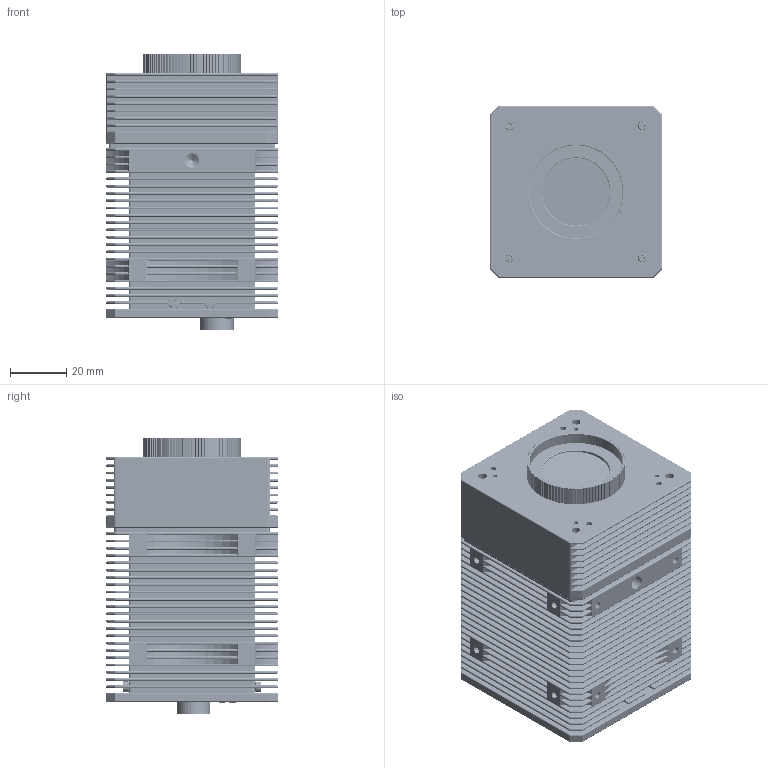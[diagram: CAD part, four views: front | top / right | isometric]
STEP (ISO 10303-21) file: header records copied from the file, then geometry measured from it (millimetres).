
FILE_DESCRIPTION (( 'STEP AP203' ), '1' );
FILE_NAME ('WCD-QD-NDL-MOUNT.STEP', '2025-05-23T22:52:00', ( '' ), ( '' ), 'SwSTEP 2.0', 'SolidWorks 2025', '' );
FILE_SCHEMA (( 'CONFIG_CONTROL_DESIGN' ));
Length unit declared in the file: inch
Products named in the file (29): CONTACT6; 91294A004_BLACK ALLOY STEEL FLAT-HEAD SOCKET CAP SCREW_91294A004; PLP2-250; 91290A010_BLACK-OXIDE CLASS 12.9 SOCKET HEAD CAP SCREW_91290A010; CONTACT5; 91292A263_TYPE 18-8 SS SOCKET HEAD CAP SCREW_91292A263; CONTACT1; WCD-QD-NDL-MOUNT; DRI-2-1-2-D; CONTACT3; DRI-2-2-3-A; ntx-u3; 91290A012_BLACK-OXIDE CLASS 12.9 SOCKET HEAD CAP SCREW_91290A012; NDL-H-#_ND 1; CONTACT4; DRI-2-3-1-G; MDFM5743-P40_02-wedge; SHELL; HR10-10R-12PB_AF0; NDL Filter Glass_1; CONTACT8; CONTACT7; CONTACT; CONTACT9; NDL Filter_ND 1; DRI-2-2-1-C; 91294A012_BLACK ALLOY STEEL FLAT-HEAD SOCKET CAP SCREW_91294A012; CONTACT2; HOUSING
Assembly tree (40 placements, depth 3):
  WCD-QD-NDL-MOUNT
    DRI-2-2-1-C
    MDFM5743-P40_02-wedge
    DRI-2-2-3-A
    DRI-2-3-1-G
    PLP2-250  x2
    91294A012_BLACK ALLOY STEEL FLAT-HEAD SOCKET CAP SCREW_91294A012  x2
    91294A004_BLACK ALLOY STEEL FLAT-HEAD SOCKET CAP SCREW_91294A004  x2
    91290A010_BLACK-OXIDE CLASS 12.9 SOCKET HEAD CAP SCREW_91290A010  x4
    91292A263_TYPE 18-8 SS SOCKET HEAD CAP SCREW_91292A263  x4
    91290A012_BLACK-OXIDE CLASS 12.9 SOCKET HEAD CAP SCREW_91290A012  x4
    ntx-u3
      HR10-10R-12PB_AF0
      CONTACT3
      CONTACT2
      CONTACT1
      CONTACT
      CONTACT4
      CONTACT5
      CONTACT6
      CONTACT7
      CONTACT8
      CONTACT9
      HOUSING
      SHELL
    DRI-2-1-2-D
    NDL Filter_ND 1
      NDL-H-#_ND 1
      NDL Filter Glass_1
Bounding box: 61 x 61.02 x 97.83 mm (x, y, z)
Volume: 138587.7 mm3; surface area: 145960.1 mm2
Topology: 49 solids, 53 shells, 5439 faces, 13816 edges, 8674 vertices
Faces by surface type: cylinder 2538, plane 1959, torus 452, cone 290, bspline 124, sphere 76
Entity records: 151910 total; most frequent: CARTESIAN_POINT 37438, DIRECTION 23511, ORIENTED_EDGE 23294, EDGE_CURVE 11651, AXIS2_PLACEMENT_3D 8561, VERTEX_POINT 7320, LINE 6389, VECTOR 6389
